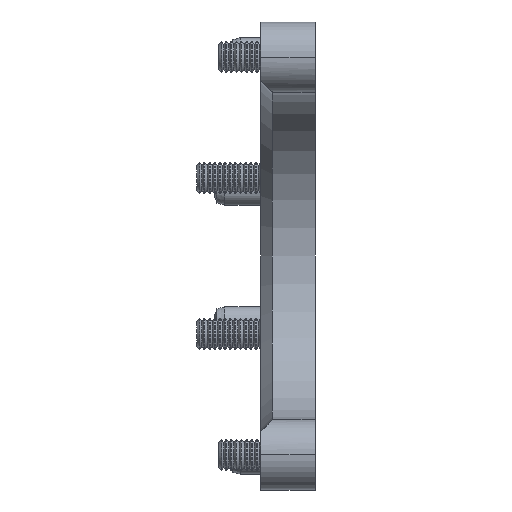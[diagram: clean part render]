
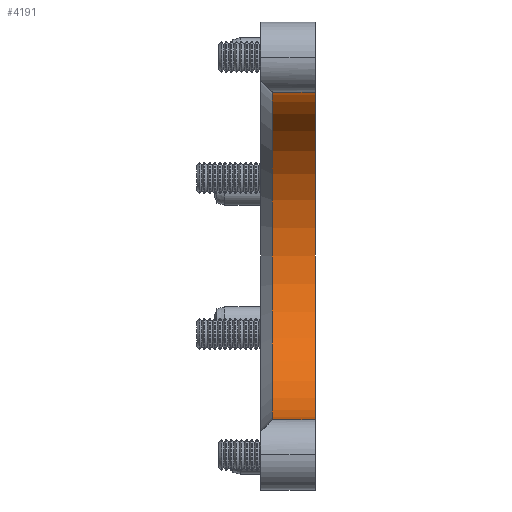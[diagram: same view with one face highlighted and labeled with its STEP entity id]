
A CAD part, left-side view. The second image highlights one B-rep face of the part: STEP entity #4191.
In plain terms, the highlighted cylindrical face has radius 21 mm (diameter 42 mm), a partial arc.
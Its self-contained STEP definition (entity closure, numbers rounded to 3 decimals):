
#102 = ORIENTED_EDGE ( 'NONE', *, *, #4216, .F. ) ;
#360 = EDGE_CURVE ( 'NONE', #1141, #1217, #1487, .T. ) ;
#474 = CARTESIAN_POINT ( 'NONE',  ( -106., -7., 21. ) ) ;
#598 = DIRECTION ( 'NONE',  ( 0., 0., -1. ) ) ;
#825 = DIRECTION ( 'NONE',  ( 0., 0., 1. ) ) ;
#920 = VERTEX_POINT ( 'NONE', #474 ) ;
#933 = CARTESIAN_POINT ( 'NONE',  ( -106., -1.5, 0. ) ) ;
#1047 = ORIENTED_EDGE ( 'NONE', *, *, #2132, .F. ) ;
#1141 = VERTEX_POINT ( 'NONE', #2911 ) ;
#1217 = VERTEX_POINT ( 'NONE', #1324 ) ;
#1316 = DIRECTION ( 'NONE',  ( 0., 1., 0. ) ) ;
#1324 = CARTESIAN_POINT ( 'NONE',  ( -106., -1.5, -21. ) ) ;
#1461 = ORIENTED_EDGE ( 'NONE', *, *, #360, .T. ) ;
#1487 = CIRCLE ( 'NONE', #3793, 21. ) ;
#1848 = CARTESIAN_POINT ( 'NONE',  ( -106., -7., 0. ) ) ;
#2030 = AXIS2_PLACEMENT_3D ( 'NONE', #1848, #3229, #825 ) ;
#2132 = EDGE_CURVE ( 'NONE', #3508, #1217, #3049, .T. ) ;
#2239 = VECTOR ( 'NONE', #1316, 1000. ) ;
#2460 = LINE ( 'NONE', #3807, #2523 ) ;
#2523 = VECTOR ( 'NONE', #3542, 1000. ) ;
#2535 = CARTESIAN_POINT ( 'NONE',  ( -106., -7., 0. ) ) ;
#2554 = EDGE_CURVE ( 'NONE', #920, #1141, #2460, .T. ) ;
#2804 = EDGE_LOOP ( 'NONE', ( #3405, #1461, #1047, #102 ) ) ;
#2868 = CYLINDRICAL_SURFACE ( 'NONE', #3831, 21. ) ;
#2893 = DIRECTION ( 'NONE',  ( 0., 1., 0. ) ) ;
#2911 = CARTESIAN_POINT ( 'NONE',  ( -106., -1.5, 21. ) ) ;
#3049 = LINE ( 'NONE', #3756, #2239 ) ;
#3229 = DIRECTION ( 'NONE',  ( 0., 1., 0. ) ) ;
#3262 = CIRCLE ( 'NONE', #2030, 21. ) ;
#3405 = ORIENTED_EDGE ( 'NONE', *, *, #2554, .T. ) ;
#3508 = VERTEX_POINT ( 'NONE', #3696 ) ;
#3542 = DIRECTION ( 'NONE',  ( 0., 1., 0. ) ) ;
#3568 = DIRECTION ( 'NONE',  ( 0., 0., 1. ) ) ;
#3696 = CARTESIAN_POINT ( 'NONE',  ( -106., -7., -21. ) ) ;
#3703 = DIRECTION ( 'NONE',  ( 0., 1., 0. ) ) ;
#3756 = CARTESIAN_POINT ( 'NONE',  ( -106., -7., -21. ) ) ;
#3793 = AXIS2_PLACEMENT_3D ( 'NONE', #933, #3703, #598 ) ;
#3807 = CARTESIAN_POINT ( 'NONE',  ( -106., -7., 21. ) ) ;
#3831 = AXIS2_PLACEMENT_3D ( 'NONE', #2535, #2893, #3568 ) ;
#4191 = ADVANCED_FACE ( 'NONE', ( #4230 ), #2868, .F. ) ;
#4216 = EDGE_CURVE ( 'NONE', #920, #3508, #3262, .T. ) ;
#4230 = FACE_OUTER_BOUND ( 'NONE', #2804, .T. ) ;
